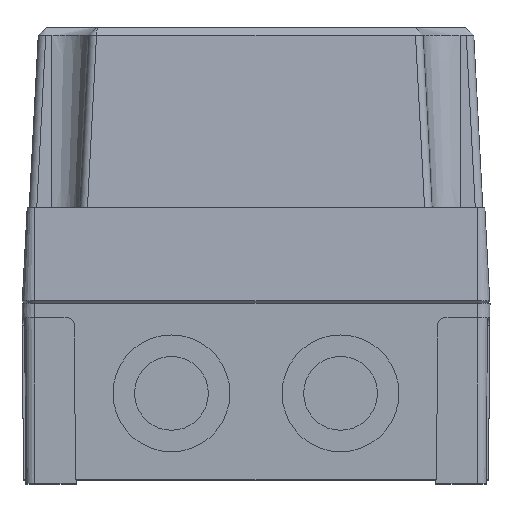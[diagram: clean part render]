
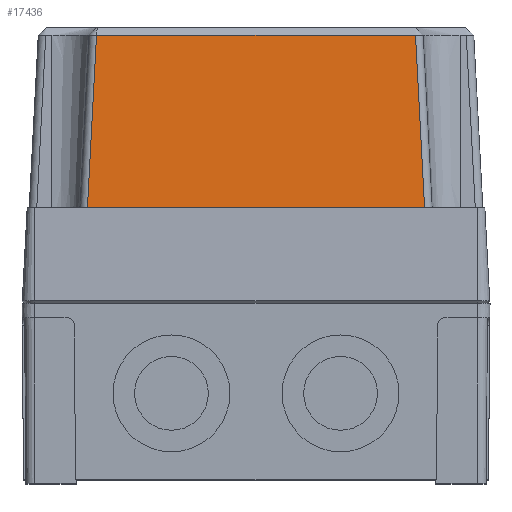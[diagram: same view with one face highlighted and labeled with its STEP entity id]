
A CAD part, top view. The second image highlights one B-rep face of the part: STEP entity #17436.
In plain terms, the highlighted planar face has unit normal (0, 0.052, 0.999).
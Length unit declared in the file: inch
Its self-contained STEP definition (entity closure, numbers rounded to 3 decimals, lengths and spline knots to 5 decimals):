
#510 = LINE ( 'NONE', #3786, #13025 ) ;
#918 = DIRECTION ( 'NONE',  ( 1., 0., 0. ) ) ;
#2447 = LINE ( 'NONE', #9774, #4736 ) ;
#2489 = DIRECTION ( 'NONE',  ( 0., 0.052, 0.999 ) ) ;
#2902 = AXIS2_PLACEMENT_3D ( 'NONE', #3975, #2489, #10020 ) ;
#3136 = EDGE_CURVE ( 'NONE', #9238, #3663, #18926, .T. ) ;
#3343 = VERTEX_POINT ( 'NONE', #13355 ) ;
#3663 = VERTEX_POINT ( 'NONE', #12740 ) ;
#3786 = CARTESIAN_POINT ( 'NONE',  ( 1.92717, 1.04724, 2.48228 ) ) ;
#3975 = CARTESIAN_POINT ( 'NONE',  ( 1.92717, 1.04724, 2.48228 ) ) ;
#4736 = VECTOR ( 'NONE', #10067, 39.37008 ) ;
#5001 = DIRECTION ( 'NONE',  ( 1., 0., 0. ) ) ;
#5320 = DIRECTION ( 'NONE',  ( -0.052, -0.997, 0.052 ) ) ;
#5600 = VECTOR ( 'NONE', #5320, 39.37008 ) ;
#5721 = VERTEX_POINT ( 'NONE', #18044 ) ;
#6025 = EDGE_CURVE ( 'NONE', #3343, #3663, #2447, .T. ) ;
#6622 = EDGE_CURVE ( 'NONE', #5721, #3343, #510, .T. ) ;
#6749 = PLANE ( 'NONE',  #2902 ) ;
#8173 = EDGE_LOOP ( 'NONE', ( #9978, #14554, #14519, #16278 ) ) ;
#9238 = VERTEX_POINT ( 'NONE', #13052 ) ;
#9774 = CARTESIAN_POINT ( 'NONE',  ( 1.84483, 1.04294, 2.48251 ) ) ;
#9978 = ORIENTED_EDGE ( 'NONE', *, *, #3136, .F. ) ;
#10020 = DIRECTION ( 'NONE',  ( 1., 0., 0. ) ) ;
#10067 = DIRECTION ( 'NONE',  ( -0.052, 0.997, -0.052 ) ) ;
#11486 = EDGE_CURVE ( 'NONE', #9238, #5721, #14745, .T. ) ;
#12740 = CARTESIAN_POINT ( 'NONE',  ( 1.74556, 2.93701, 2.38325 ) ) ;
#13025 = VECTOR ( 'NONE', #918, 39.37008 ) ;
#13052 = CARTESIAN_POINT ( 'NONE',  ( -1.74556, 2.93701, 2.38325 ) ) ;
#13355 = CARTESIAN_POINT ( 'NONE',  ( 1.8446, 1.04724, 2.48228 ) ) ;
#14315 = FACE_OUTER_BOUND ( 'NONE', #8173, .T. ) ;
#14519 = ORIENTED_EDGE ( 'NONE', *, *, #6622, .T. ) ;
#14554 = ORIENTED_EDGE ( 'NONE', *, *, #11486, .T. ) ;
#14745 = LINE ( 'NONE', #16056, #5600 ) ;
#16056 = CARTESIAN_POINT ( 'NONE',  ( -1.8343, 1.24383, 2.47198 ) ) ;
#16278 = ORIENTED_EDGE ( 'NONE', *, *, #6025, .T. ) ;
#17135 = CARTESIAN_POINT ( 'NONE',  ( 1.92717, 2.93701, 2.38325 ) ) ;
#17436 = ADVANCED_FACE ( 'NONE', ( #14315 ), #6749, .T. ) ;
#18044 = CARTESIAN_POINT ( 'NONE',  ( -1.8446, 1.04724, 2.48228 ) ) ;
#18894 = VECTOR ( 'NONE', #5001, 39.37008 ) ;
#18926 = LINE ( 'NONE', #17135, #18894 ) ;
